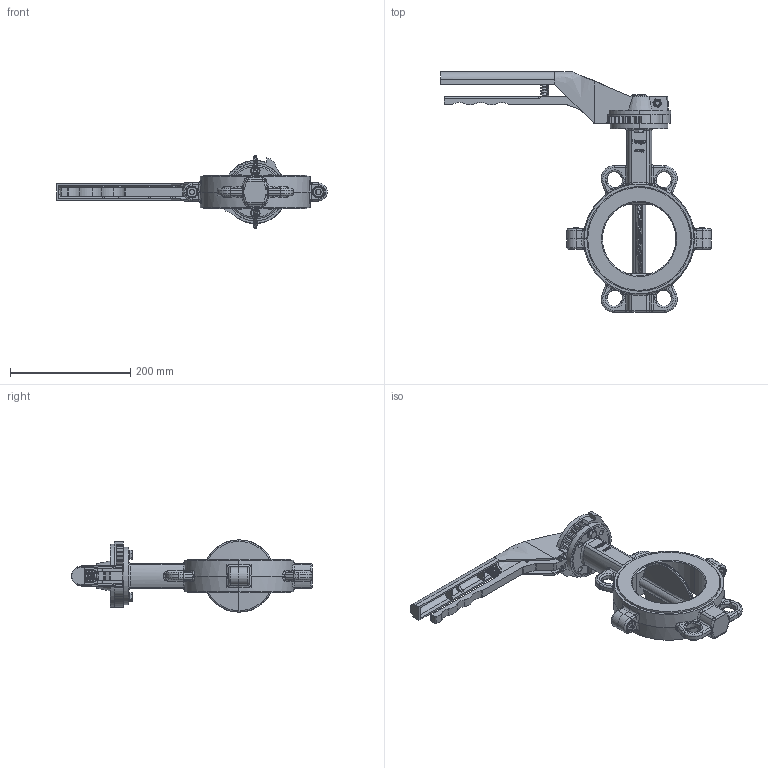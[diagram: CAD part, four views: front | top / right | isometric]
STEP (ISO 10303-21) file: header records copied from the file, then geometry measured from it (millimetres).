
FILE_DESCRIPTION (( 'STEP AP214' ), '1' );
FILE_NAME ('AK130-DN125-PN-10-16-Handhebel-Fergo.STEP', '2022-09-28T08:45:07', ( '' ), ( '' ), 'SwSTEP 2.0', 'SolidWorks 2022', '' );
FILE_SCHEMA (( 'AUTOMOTIVE_DESIGN' ));
Length unit declared in the file: millimetre
Products named in the file (1): AK130-DN125-PN-10-16-Handhebel-Fergo
Bounding box: 450 x 400 x 120 mm (x, y, z)
Volume: 1924629.9 mm3; surface area: 417096.4 mm2
Topology: 19 solids, 19 shells, 2390 faces, 6313 edges, 4018 vertices
Faces by surface type: plane 860, cylinder 834, bspline 332, cone 186, torus 153, sphere 25
Entity records: 142558 total; most frequent: CARTESIAN_POINT 63335, ORIENTED_EDGE 12570, DIRECTION 10571, EDGE_CURVE 6285, VERTEX_POINT 4016, AXIS2_PLACEMENT_3D 3918, VECTOR 2735, LINE 2735
